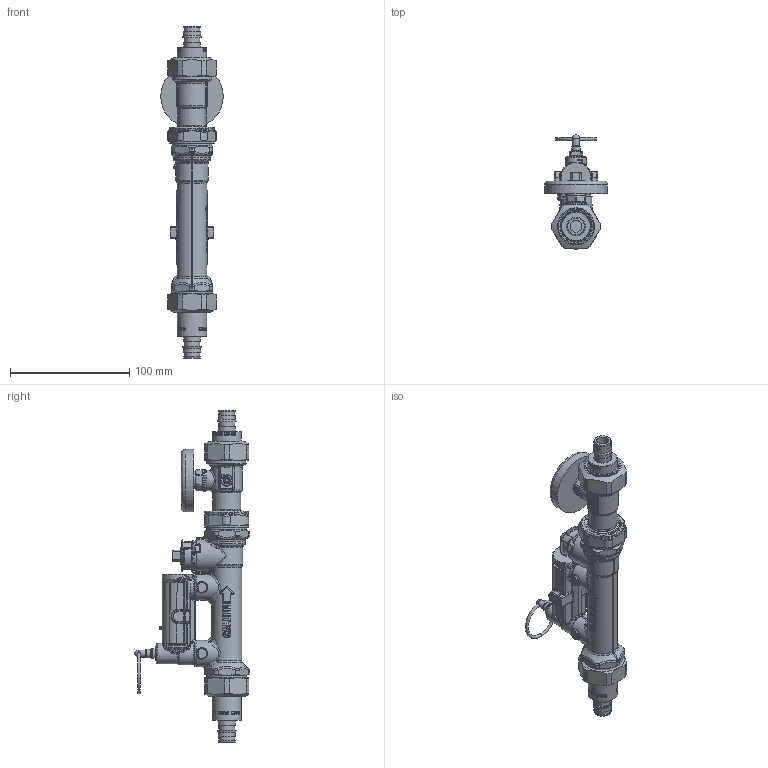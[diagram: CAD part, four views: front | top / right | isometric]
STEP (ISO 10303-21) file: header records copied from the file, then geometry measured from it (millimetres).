
FILE_DESCRIPTION(/* description */ (''),/* implementation_level */ '2;1');
FILE_NAME(/* name */ '132453AFC.stp',/* time_stamp */ '2025-07-16T12:56:08-05:00',/* author */ ('ischreiner'),/* organization */ (''),/* preprocessor_version */ 'ST-DEVELOPER v20',/* originating_system */ 'Autodesk Inventor 2025',/* authorisation */ '');
FILE_SCHEMA (('AUTOMOTIVE_DESIGN { 1 0 10303 214 3 1 1 }'));
Length unit declared in the file: inch
Products named in the file (6): 132453AFC; 132637 - TST; F61008 - 1 inch union nut; NA10358_Simplify_1; F0015058 PEX exp 0.5 tailpiece for check; F0002152 PEX 1960 tailpiece 0.5 inch
Assembly tree (6 placements, depth 2):
  132453AFC
    132637 - TST
    F61008 - 1 inch union nut  x2
    NA10358_Simplify_1
    F0015058 PEX exp 0.5 tailpiece for check
    F0002152 PEX 1960 tailpiece 0.5 inch
Bounding box: 52.32 x 95.91 x 277.92 mm (x, y, z)
Volume: 252501.4 mm3; surface area: 75346.8 mm2
Topology: 12 solids, 12 shells, 3268 faces, 8044 edges, 4798 vertices
Faces by surface type: bspline 1489, plane 793, cylinder 614, sphere 145, torus 121, cone 106
Full cylindrical faces by diameter (mm): 2.5 x1, 3 x1, 3.1 x1, 3.3 x1, 4.1 x1, 4.2 x1, 6 x2, 7 x1, 9.017 x1, 9.906 x2, 11.176 x1, 11.227 x1, 12.954 x1, 13.284 x4, 13.6 x1, 14.097 x2, 14.5 x1, 14.605 x2, 15.24 x1, 15.875 x1, 17 x2, 18 x1, 19.939 x1, 20.091 x2, 20.6 x1, 20.701 x1, 22 x2, 22.7 x2, 23.5 x1, 24 x1
Entity records: 185121 total; most frequent: CARTESIAN_POINT 115590, ORIENTED_EDGE 15706, DIRECTION 11955, EDGE_CURVE 7853, VERTEX_POINT 4763, AXIS2_PLACEMENT_3D 4746, EDGE_LOOP 3400, FACE_OUTER_BOUND 3247
